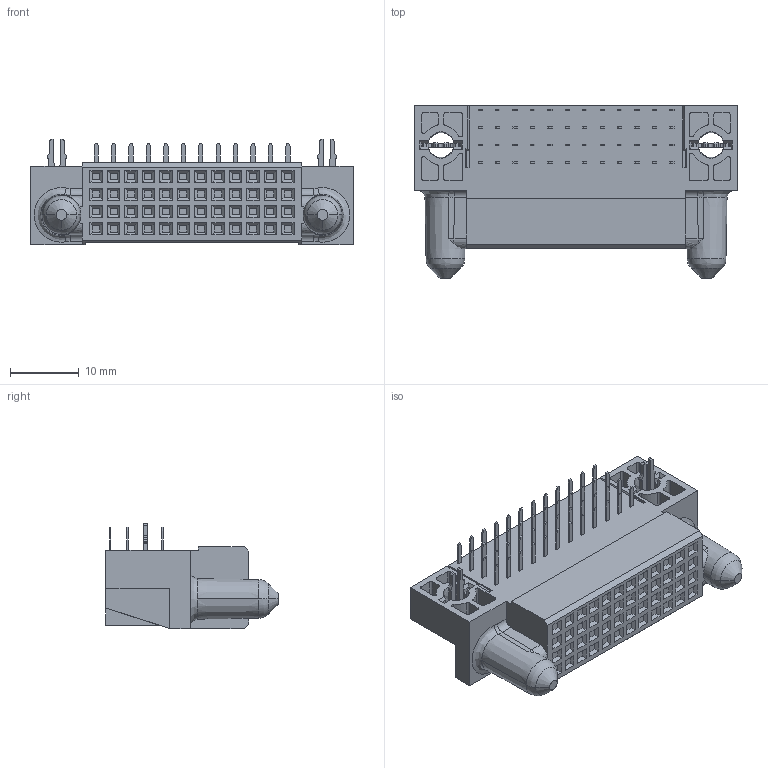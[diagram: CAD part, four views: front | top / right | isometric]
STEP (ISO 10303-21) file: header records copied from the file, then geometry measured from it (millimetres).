
FILE_DESCRIPTION( ('This file contains a STEP AP42 implementation' ,'as created by ZW3D STEP Interface translator.') ,'2;1' );
FILE_NAME( 'P5FRA-XXW5AMA1.stp' ,'23 925.104438', (''), ('ZWCAD Software Co.'), 'Version 1.0', 'ZW3D to STEP translator', '' );
FILE_SCHEMA(('AUTOMOTIVE_DESIGN { 1 0 10303 214 1 1 1 1 }'));
Length unit declared in the file: millimetre
Products named in the file (2): 0; P5FRA-XXW5AMA1
Bounding box: 46.99 x 25.13 x 15.32 mm (x, y, z)
Volume: 8856.2 mm3; surface area: 4663.8 mm2
Topology: 1 solids, 1 shells, 994 faces, 2615 edges, 1726 vertices
Faces by surface type: plane 825, bspline 120, cylinder 33, cone 16
Entity records: 34725 total; most frequent: CARTESIAN_POINT 9807, ORIENTED_EDGE 5232, DIRECTION 4383, EDGE_CURVE 2615, VECTOR 2043, LINE 2043, VERTEX_POINT 1726, AXIS2_PLACEMENT_3D 1170
